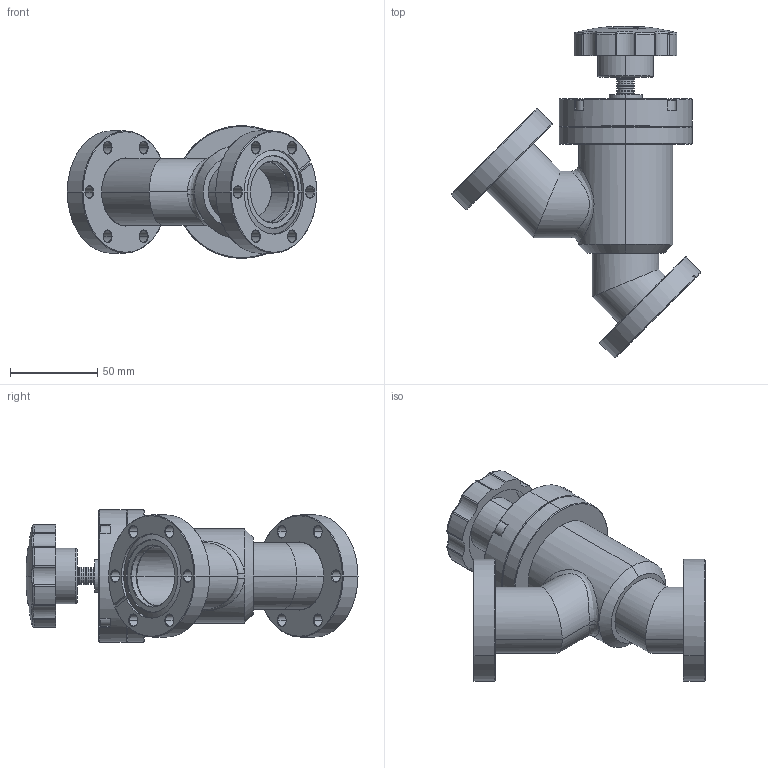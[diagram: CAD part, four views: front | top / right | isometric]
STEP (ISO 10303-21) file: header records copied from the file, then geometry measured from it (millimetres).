
FILE_DESCRIPTION (( 'STEP AP214' ), '1' );
FILE_NAME ('Hositrad_VIV-38CFR.STEP', '2011-09-30T07:13:31', ( '' ), ( '' ), 'SwSTEP 2.0', 'SolidWorks 2011', '' );
FILE_SCHEMA (( 'AUTOMOTIVE_DESIGN' ));
Length unit declared in the file: millimetre
Products named in the file (4): socket head cap screw_iso_ISO 4762 M6 x 10 --- 10N; NW35CF-Weld-38.1; ValveBody-Manual-Y; Hositrad_VIV-38CFR
Assembly tree (8 placements, depth 2):
  Hositrad_VIV-38CFR
    socket head cap screw_iso_ISO 4762 M6 x 10 --- 10N  x5
    ValveBody-Manual-Y
    NW35CF-Weld-38.1  x2
Bounding box: 142.98 x 190.36 x 76.2 mm (x, y, z)
Volume: 267447.1 mm3; surface area: 95291.5 mm2
Topology: 8 solids, 8 shells, 576 faces, 1344 edges, 813 vertices
Faces by surface type: plane 182, cylinder 173, cone 117, bspline 44, torus 30, sphere 30
Entity records: 16492 total; most frequent: CARTESIAN_POINT 5926, DIRECTION 2074, ORIENTED_EDGE 1910, EDGE_CURVE 955, AXIS2_PLACEMENT_3D 870, VERTEX_POINT 595, CIRCLE 499, EDGE_LOOP 458
